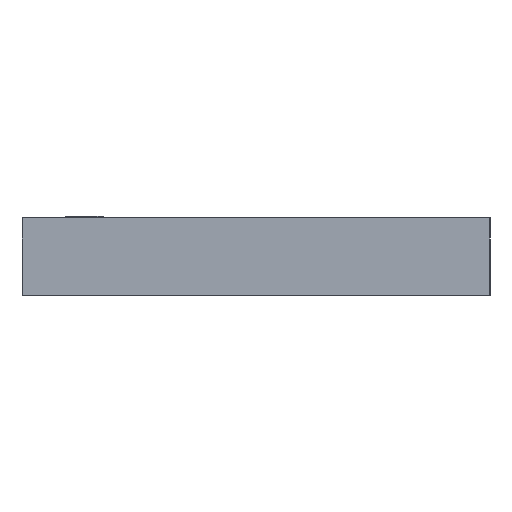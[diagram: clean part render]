
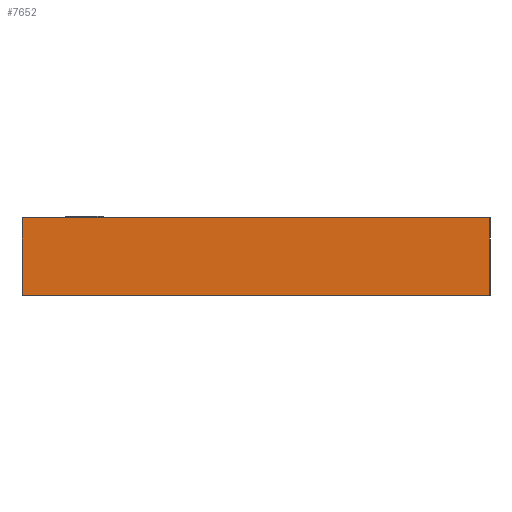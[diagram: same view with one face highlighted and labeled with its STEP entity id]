
A CAD part, left-side view. The second image highlights one B-rep face of the part: STEP entity #7652.
In plain terms, the highlighted planar face has unit normal (-1, 0, 0).
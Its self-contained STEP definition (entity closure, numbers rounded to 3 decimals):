
#1203=FACE_OUTER_BOUND('',#1654,.T.);
#1654=EDGE_LOOP('',(#7062,#7063,#7064,#7065));
#1788=LINE('',#9453,#2426);
#2290=LINE('',#15246,#2928);
#2291=LINE('',#15247,#2929);
#2292=LINE('',#15248,#2930);
#2426=VECTOR('',#8037,10.);
#2928=VECTOR('',#8817,10.);
#2929=VECTOR('',#8818,10.);
#2930=VECTOR('',#8819,10.);
#3054=VERTEX_POINT('',#9451);
#3055=VERTEX_POINT('',#9452);
#3686=VERTEX_POINT('',#15244);
#3687=VERTEX_POINT('',#15245);
#3852=EDGE_CURVE('',#3054,#3055,#1788,.T.);
#4814=EDGE_CURVE('',#3686,#3687,#2290,.T.);
#4815=EDGE_CURVE('',#3686,#3055,#2291,.T.);
#4816=EDGE_CURVE('',#3687,#3054,#2292,.T.);
#7062=ORIENTED_EDGE('',*,*,#4814,.F.);
#7063=ORIENTED_EDGE('',*,*,#4815,.T.);
#7064=ORIENTED_EDGE('',*,*,#3852,.F.);
#7065=ORIENTED_EDGE('',*,*,#4816,.F.);
#7243=PLANE('',#7840);
#7652=ADVANCED_FACE('',(#1203),#7243,.T.);
#7840=AXIS2_PLACEMENT_3D('',#15243,#8815,#8816);
#8037=DIRECTION('',(0.,-1.,0.));
#8815=DIRECTION('center_axis',(-1.,0.,0.));
#8816=DIRECTION('ref_axis',(0.,-1.,0.));
#8817=DIRECTION('',(0.,1.,0.));
#8818=DIRECTION('',(0.,0.,1.));
#8819=DIRECTION('',(0.,0.,1.));
#9451=CARTESIAN_POINT('',(-55.669,53.914,16.));
#9452=CARTESIAN_POINT('',(-55.669,-42.086,16.));
#9453=CARTESIAN_POINT('',(-55.669,53.914,16.));
#15243=CARTESIAN_POINT('Origin',(-55.669,53.914,0.));
#15244=CARTESIAN_POINT('',(-55.669,-42.086,0.));
#15245=CARTESIAN_POINT('',(-55.669,53.914,0.));
#15246=CARTESIAN_POINT('',(-55.669,-42.086,0.));
#15247=CARTESIAN_POINT('',(-55.669,-42.086,0.));
#15248=CARTESIAN_POINT('',(-55.669,53.914,0.));
